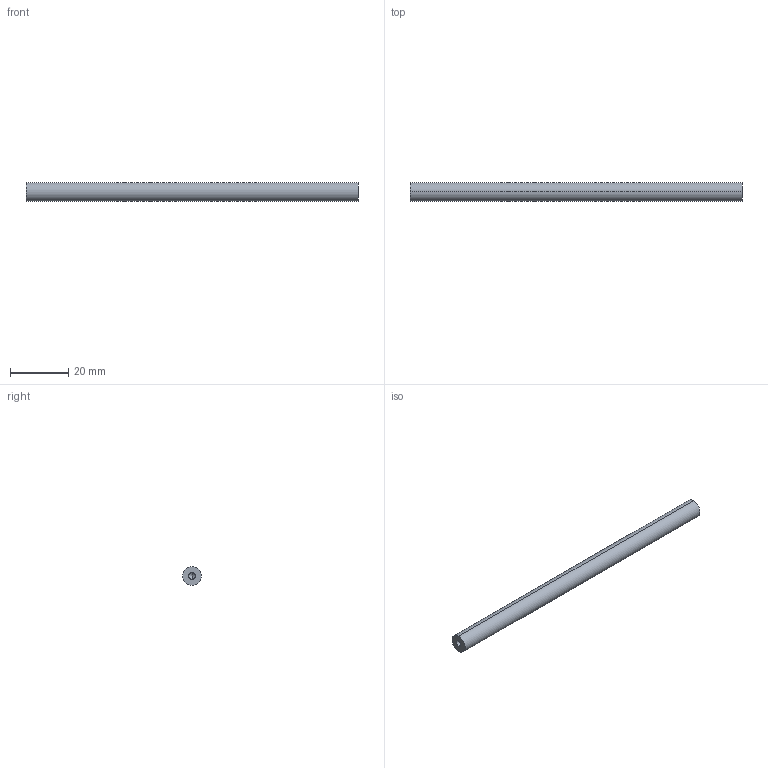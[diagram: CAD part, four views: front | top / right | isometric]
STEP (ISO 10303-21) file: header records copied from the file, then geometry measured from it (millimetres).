
FILE_DESCRIPTION (( 'STEP AP214' ), '1' );
FILE_NAME ('D0902719-v1_Advanced_LIGO_SUS_HSTS_Support_Cylinder,_Sapphire_Prism_Bonding_Fixture.STEP', '2011-12-06T15:52:59', ( '' ), ( '' ), 'SwSTEP 2.0', 'SolidWorks 2012', '' );
FILE_SCHEMA (( 'AUTOMOTIVE_DESIGN' ));
Length unit declared in the file: millimetre
Products named in the file (1): D0902719-v1_Advanced_LIGO_SUS_HSTS_Support_Cylinder,_Sapphire_Prism_Bonding_Fixture
Bounding box: 114.05 x 6.35 x 6.35 mm (x, y, z)
Volume: 3523.4 mm3; surface area: 2493.2 mm2
Topology: 1 solids, 1 shells, 12 faces, 26 edges, 14 vertices
Faces by surface type: cylinder 6, cone 4, plane 2
Entity records: 380 total; most frequent: DIRECTION 60, CARTESIAN_POINT 49, ORIENTED_EDGE 44, AXIS2_PLACEMENT_3D 25, EDGE_CURVE 22, VERTEX_POINT 14, EDGE_LOOP 14, ADVANCED_FACE 12
